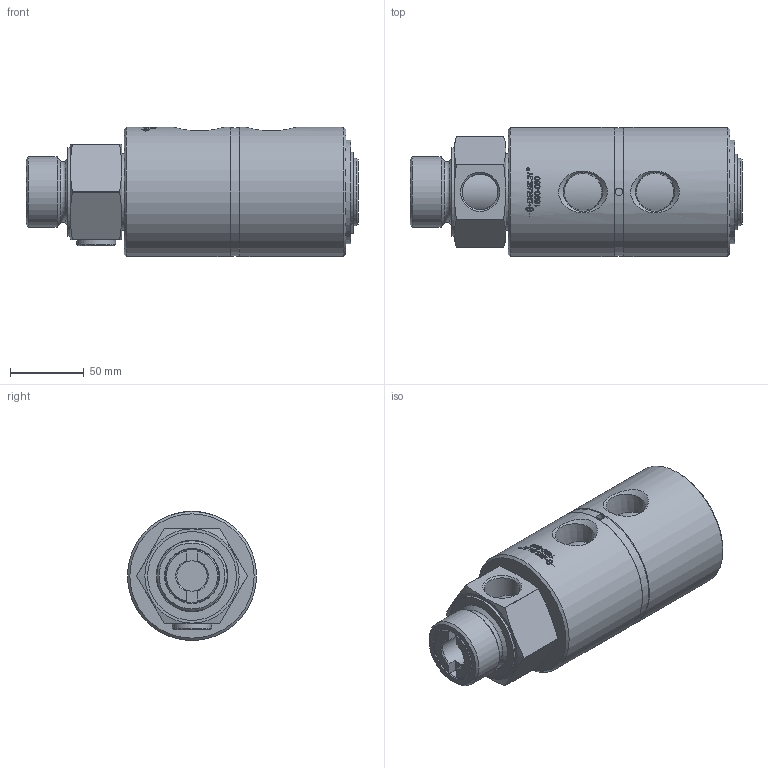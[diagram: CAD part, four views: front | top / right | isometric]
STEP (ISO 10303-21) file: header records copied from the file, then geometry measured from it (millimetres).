
FILE_DESCRIPTION(/* description */ (''),/* implementation_level */ '2;1');
FILE_NAME(/* name */ '1890-060-IC.stp',/* time_stamp */ '2020-05-21T10:42:39-05:00',/* author */ ('manton'),/* organization */ (''),/* preprocessor_version */ 'ST-DEVELOPER v18',/* originating_system */ 'Autodesk Inventor 2020',/* authorisation */ '');
FILE_SCHEMA (('AUTOMOTIVE_DESIGN { 1 0 10303 214 3 1 1 }'));
Products named in the file (1): 1890-060-IC
Bounding box: 225.4 x 87.63 x 87.63 mm (x, y, z)
Volume: 1075196.9 mm3; surface area: 83271.5 mm2
Topology: 1 solids, 1 shells, 427 faces, 1136 edges, 762 vertices
Faces by surface type: bspline 224, plane 102, cylinder 75, cone 25, torus 1
Full cylindrical faces by diameter (mm): 2.362 x2, 5 x2, 5.5 x1, 20.6 x1, 24.263 x1, 36.5 x1, 43.51 x1, 46.15 x2, 46.4 x1, 47.8 x1, 48.4 x1, 52.07 x1, 60.3 x1, 70 x1, 87.03 x1, 87.63 x2
Entity records: 58146 total; most frequent: CARTESIAN_POINT 48106, ORIENTED_EDGE 2270, DIRECTION 1655, EDGE_CURVE 1135, VERTEX_POINT 762, AXIS2_PLACEMENT_3D 610, EDGE_LOOP 483, LINE 435
